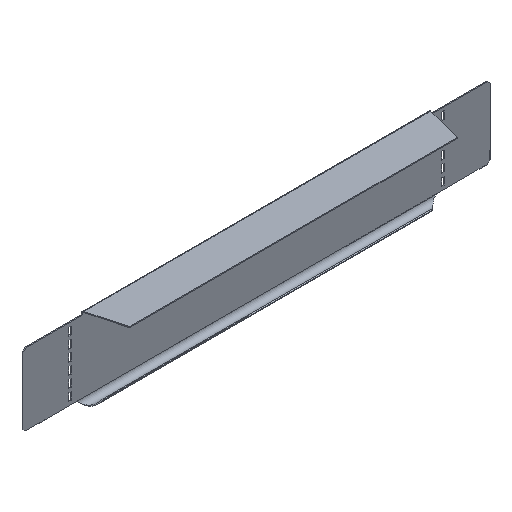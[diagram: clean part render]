
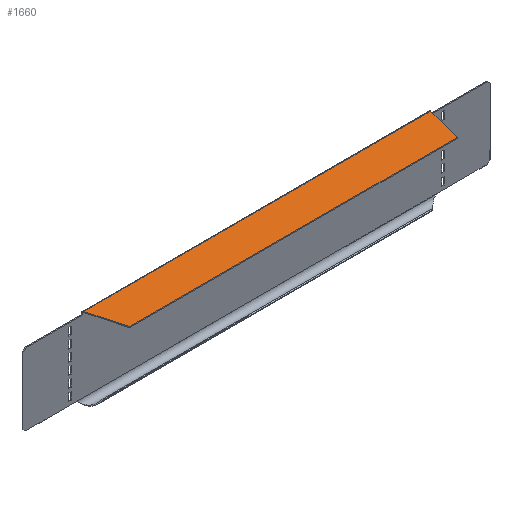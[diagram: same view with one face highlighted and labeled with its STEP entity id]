
A CAD part, isometric view. The second image highlights one B-rep face of the part: STEP entity #1660.
In plain terms, the highlighted planar face has unit normal (0, 0, 1).
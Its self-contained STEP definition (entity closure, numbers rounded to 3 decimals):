
#325=DIRECTION('',(0.259,0.966,0.));
#326=VECTOR('',#325,39.341);
#327=CARTESIAN_POINT('',(73.746,-40.001,-38.2));
#328=LINE('',#327,#326);
#329=DIRECTION('',(0.259,-0.966,0.));
#330=VECTOR('',#329,39.341);
#331=CARTESIAN_POINT('',(-283.928,-2.,-38.2));
#332=LINE('',#331,#330);
#345=DIRECTION('',(1.,0.,0.));
#346=VECTOR('',#345,367.857);
#347=CARTESIAN_POINT('',(-283.928,-2.,-38.2));
#348=LINE('',#347,#346);
#485=DIRECTION('',(-1.,0.,0.));
#486=VECTOR('',#485,347.492);
#487=CARTESIAN_POINT('',(73.746,-40.001,-38.2));
#488=LINE('',#487,#486);
#989=CARTESIAN_POINT('',(83.928,-2.,-38.2));
#990=VERTEX_POINT('',#989);
#991=CARTESIAN_POINT('',(73.746,-40.001,-38.2));
#992=VERTEX_POINT('',#991);
#1137=CARTESIAN_POINT('',(-283.928,-2.,-38.2));
#1138=CARTESIAN_POINT('',(-273.746,-40.001,-38.2));
#1139=VERTEX_POINT('',#1137);
#1140=VERTEX_POINT('',#1138);
#1646=CARTESIAN_POINT('',(0.,-40.001,-38.2));
#1647=DIRECTION('',(0.,0.,-1.));
#1648=DIRECTION('',(0.,1.,0.));
#1649=AXIS2_PLACEMENT_3D('',#1646,#1647,#1648);
#1650=PLANE('',#1649);
#1652=ORIENTED_EDGE('',*,*,#1651,.T.);
#1654=ORIENTED_EDGE('',*,*,#1653,.F.);
#1656=ORIENTED_EDGE('',*,*,#1655,.T.);
#1657=ORIENTED_EDGE('',*,*,#1636,.F.);
#1658=EDGE_LOOP('',(#1652,#1654,#1656,#1657));
#1659=FACE_OUTER_BOUND('',#1658,.F.);
#1660=ADVANCED_FACE('',(#1659),#1650,.F.);
#1636=EDGE_CURVE('',#1139,#1140,#332,.T.);
#1651=EDGE_CURVE('',#1139,#990,#348,.T.);
#1653=EDGE_CURVE('',#992,#990,#328,.T.);
#1655=EDGE_CURVE('',#992,#1140,#488,.T.);
